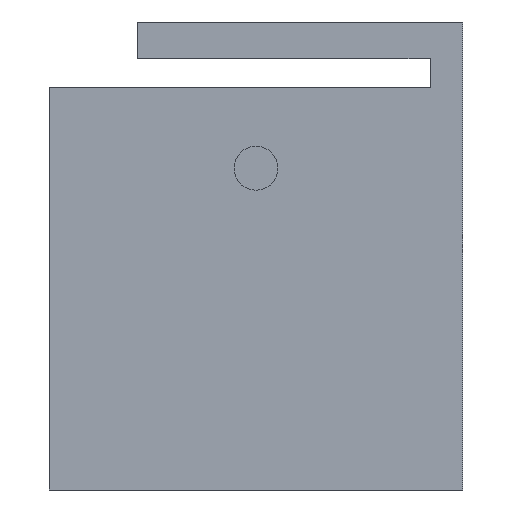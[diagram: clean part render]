
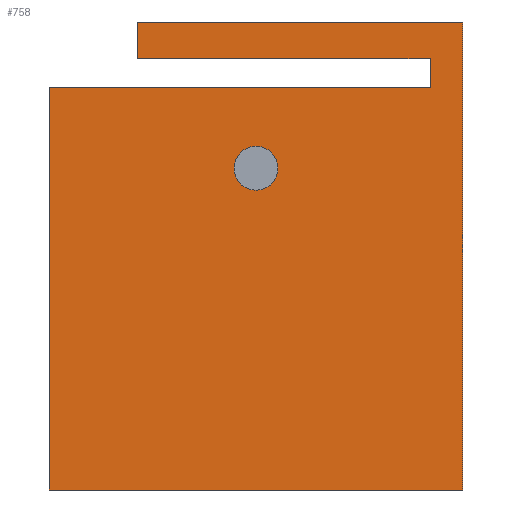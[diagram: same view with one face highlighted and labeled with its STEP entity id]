
A CAD part, left-side view. The second image highlights one B-rep face of the part: STEP entity #758.
In plain terms, the highlighted planar face has unit normal (-1, 0, 0).
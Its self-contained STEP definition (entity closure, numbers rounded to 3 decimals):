
#32 = VERTEX_POINT ( 'NONE', #1055 ) ;
#80 = CARTESIAN_POINT ( 'NONE',  ( -29.5, -23.8, 55. ) ) ;
#83 = EDGE_CURVE ( 'NONE', #187, #1006, #903, .T. ) ;
#90 = DIRECTION ( 'NONE',  ( 0., 0., -1. ) ) ;
#115 = FACE_OUTER_BOUND ( 'NONE', #860, .T. ) ;
#125 = DIRECTION ( 'NONE',  ( 0., 0., 1. ) ) ;
#131 = VERTEX_POINT ( 'NONE', #728 ) ;
#154 = VECTOR ( 'NONE', #1042, 1000. ) ;
#162 = DIRECTION ( 'NONE',  ( 0., 1., 0. ) ) ;
#187 = VERTEX_POINT ( 'NONE', #430 ) ;
#193 = DIRECTION ( 'NONE',  ( 0., 0., 1. ) ) ;
#210 = DIRECTION ( 'NONE',  ( -1., 0., 0. ) ) ;
#229 = DIRECTION ( 'NONE',  ( 0., -1., 0. ) ) ;
#232 = LINE ( 'NONE', #963, #763 ) ;
#244 = ORIENTED_EDGE ( 'NONE', *, *, #83, .T. ) ;
#269 = ORIENTED_EDGE ( 'NONE', *, *, #716, .T. ) ;
#280 = VECTOR ( 'NONE', #90, 1000. ) ;
#310 = EDGE_CURVE ( 'NONE', #876, #390, #538, .T. ) ;
#331 = VERTEX_POINT ( 'NONE', #624 ) ;
#332 = CARTESIAN_POINT ( 'NONE',  ( -29.5, 0., 44. ) ) ;
#351 = LINE ( 'NONE', #850, #609 ) ;
#355 = LINE ( 'NONE', #1086, #744 ) ;
#366 = AXIS2_PLACEMENT_3D ( 'NONE', #332, #906, #504 ) ;
#371 = CARTESIAN_POINT ( 'NONE',  ( -29.5, 0., 3. ) ) ;
#376 = FACE_BOUND ( 'NONE', #995, .T. ) ;
#390 = VERTEX_POINT ( 'NONE', #566 ) ;
#408 = CARTESIAN_POINT ( 'NONE',  ( -29.5, -28.3, 0. ) ) ;
#423 = ORIENTED_EDGE ( 'NONE', *, *, #637, .F. ) ;
#427 = CARTESIAN_POINT ( 'NONE',  ( -29.5, 0., 0. ) ) ;
#430 = CARTESIAN_POINT ( 'NONE',  ( -29.5, -23.8, 59. ) ) ;
#438 = ORIENTED_EDGE ( 'NONE', *, *, #1067, .T. ) ;
#441 = LINE ( 'NONE', #612, #154 ) ;
#454 = CIRCLE ( 'NONE', #366, 3. ) ;
#457 = ORIENTED_EDGE ( 'NONE', *, *, #770, .T. ) ;
#478 = EDGE_CURVE ( 'NONE', #740, #131, #232, .T. ) ;
#504 = DIRECTION ( 'NONE',  ( 0., 0., 1. ) ) ;
#507 = AXIS2_PLACEMENT_3D ( 'NONE', #371, #210, #193 ) ;
#515 = CARTESIAN_POINT ( 'NONE',  ( -29.5, 28.3, 0. ) ) ;
#530 = DIRECTION ( 'NONE',  ( 1., 0., 0. ) ) ;
#538 = CIRCLE ( 'NONE', #965, 3. ) ;
#541 = CARTESIAN_POINT ( 'NONE',  ( -29.5, 16.2, 64. ) ) ;
#546 = CARTESIAN_POINT ( 'NONE',  ( -29.5, 16.2, 64. ) ) ;
#550 = ORIENTED_EDGE ( 'NONE', *, *, #1054, .F. ) ;
#566 = CARTESIAN_POINT ( 'NONE',  ( -29.5, 0., 41. ) ) ;
#575 = DIRECTION ( 'NONE',  ( 0., 0., -1. ) ) ;
#605 = DIRECTION ( 'NONE',  ( 0., 0., -1. ) ) ;
#609 = VECTOR ( 'NONE', #605, 1000. ) ;
#611 = VERTEX_POINT ( 'NONE', #515 ) ;
#612 = CARTESIAN_POINT ( 'NONE',  ( -29.5, 0., 55. ) ) ;
#615 = EDGE_CURVE ( 'NONE', #32, #187, #355, .T. ) ;
#624 = CARTESIAN_POINT ( 'NONE',  ( -29.5, 28.3, 55. ) ) ;
#627 = VECTOR ( 'NONE', #1035, 1000. ) ;
#635 = CARTESIAN_POINT ( 'NONE',  ( -29.5, 0., 44. ) ) ;
#637 = EDGE_CURVE ( 'NONE', #131, #1011, #351, .T. ) ;
#700 = VECTOR ( 'NONE', #162, 1000. ) ;
#704 = ORIENTED_EDGE ( 'NONE', *, *, #478, .F. ) ;
#715 = PLANE ( 'NONE',  #507 ) ;
#716 = EDGE_CURVE ( 'NONE', #740, #32, #867, .T. ) ;
#728 = CARTESIAN_POINT ( 'NONE',  ( -29.5, -28.3, 64. ) ) ;
#740 = VERTEX_POINT ( 'NONE', #546 ) ;
#744 = VECTOR ( 'NONE', #988, 1000. ) ;
#758 = ADVANCED_FACE ( 'NONE', ( #376, #115 ), #715, .T. ) ;
#763 = VECTOR ( 'NONE', #229, 1000. ) ;
#770 = EDGE_CURVE ( 'NONE', #1006, #331, #441, .T. ) ;
#823 = ORIENTED_EDGE ( 'NONE', *, *, #310, .T. ) ;
#839 = CARTESIAN_POINT ( 'NONE',  ( -29.5, 28.3, 3. ) ) ;
#843 = ORIENTED_EDGE ( 'NONE', *, *, #615, .T. ) ;
#850 = CARTESIAN_POINT ( 'NONE',  ( -29.5, -28.3, 3. ) ) ;
#860 = EDGE_LOOP ( 'NONE', ( #550, #423, #704, #269, #843, #244, #457, #933 ) ) ;
#867 = LINE ( 'NONE', #541, #627 ) ;
#876 = VERTEX_POINT ( 'NONE', #969 ) ;
#903 = LINE ( 'NONE', #1078, #1073 ) ;
#906 = DIRECTION ( 'NONE',  ( 1., 0., 0. ) ) ;
#933 = ORIENTED_EDGE ( 'NONE', *, *, #1050, .T. ) ;
#963 = CARTESIAN_POINT ( 'NONE',  ( -29.5, -28.3, 64. ) ) ;
#965 = AXIS2_PLACEMENT_3D ( 'NONE', #635, #530, #125 ) ;
#969 = CARTESIAN_POINT ( 'NONE',  ( -29.5, 0., 47. ) ) ;
#988 = DIRECTION ( 'NONE',  ( 0., -1., 0. ) ) ;
#995 = EDGE_LOOP ( 'NONE', ( #823, #438 ) ) ;
#1006 = VERTEX_POINT ( 'NONE', #80 ) ;
#1010 = LINE ( 'NONE', #427, #700 ) ;
#1011 = VERTEX_POINT ( 'NONE', #408 ) ;
#1035 = DIRECTION ( 'NONE',  ( 0., 0., -1. ) ) ;
#1042 = DIRECTION ( 'NONE',  ( 0., 1., 0. ) ) ;
#1050 = EDGE_CURVE ( 'NONE', #331, #611, #1075, .T. ) ;
#1054 = EDGE_CURVE ( 'NONE', #1011, #611, #1010, .T. ) ;
#1055 = CARTESIAN_POINT ( 'NONE',  ( -29.5, 16.2, 59. ) ) ;
#1067 = EDGE_CURVE ( 'NONE', #390, #876, #454, .T. ) ;
#1073 = VECTOR ( 'NONE', #575, 1000. ) ;
#1075 = LINE ( 'NONE', #839, #280 ) ;
#1078 = CARTESIAN_POINT ( 'NONE',  ( -29.5, -23.8, 59. ) ) ;
#1086 = CARTESIAN_POINT ( 'NONE',  ( -29.5, -28.3, 59. ) ) ;
